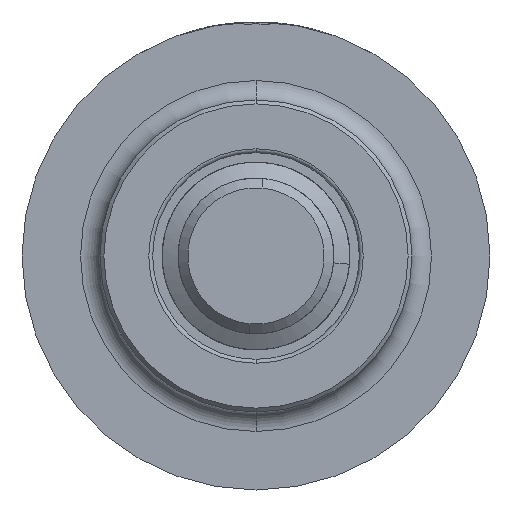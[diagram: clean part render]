
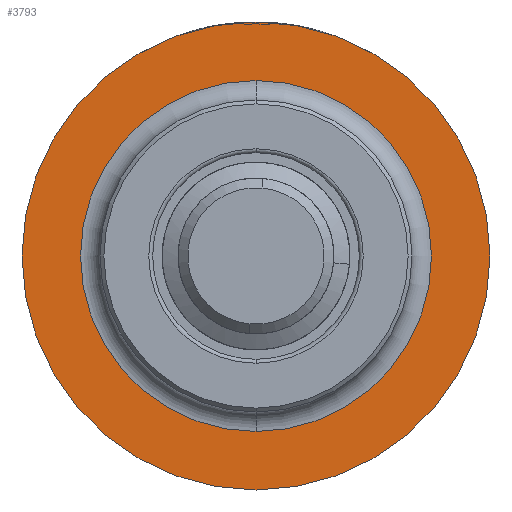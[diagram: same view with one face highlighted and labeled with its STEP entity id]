
A CAD part, front view. The second image highlights one B-rep face of the part: STEP entity #3793.
In plain terms, the highlighted planar face has unit normal (0, -1, 0).
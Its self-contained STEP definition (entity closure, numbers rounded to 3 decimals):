
#37 = CIRCLE ( 'NONE', #1944, 12. ) ;
#228 = CARTESIAN_POINT ( 'NONE',  ( 0., 9.42, -9. ) ) ;
#777 = DIRECTION ( 'NONE',  ( 0., -1., 0. ) ) ;
#877 = CARTESIAN_POINT ( 'NONE',  ( 0., 9.42, -12. ) ) ;
#1326 = CARTESIAN_POINT ( 'NONE',  ( 9., 9.42, 0. ) ) ;
#1350 = DIRECTION ( 'NONE',  ( 0., -1., 0. ) ) ;
#1438 = DIRECTION ( 'NONE',  ( 0., 0., -1. ) ) ;
#1456 = EDGE_CURVE ( 'NONE', #5786, #6752, #5872, .T. ) ;
#1497 = CIRCLE ( 'NONE', #3146, 12. ) ;
#1683 = CARTESIAN_POINT ( 'NONE',  ( 0., 9.42, 0. ) ) ;
#1908 = PLANE ( 'NONE',  #2441 ) ;
#1944 = AXIS2_PLACEMENT_3D ( 'NONE', #1683, #7800, #4799 ) ;
#2441 = AXIS2_PLACEMENT_3D ( 'NONE', #1326, #1350, #6854 ) ;
#2493 = CARTESIAN_POINT ( 'NONE',  ( 0., 9.42, 0. ) ) ;
#2504 = EDGE_LOOP ( 'NONE', ( #6408, #5575 ) ) ;
#2516 = DIRECTION ( 'NONE',  ( 0., -1., 0. ) ) ;
#2526 = DIRECTION ( 'NONE',  ( 0., 0., -1. ) ) ;
#2578 = ORIENTED_EDGE ( 'NONE', *, *, #1456, .F. ) ;
#2859 = EDGE_LOOP ( 'NONE', ( #3536, #2578 ) ) ;
#2884 = VERTEX_POINT ( 'NONE', #877 ) ;
#3130 = EDGE_CURVE ( 'NONE', #2884, #4801, #37, .T. ) ;
#3146 = AXIS2_PLACEMENT_3D ( 'NONE', #2493, #6241, #2526 ) ;
#3336 = CARTESIAN_POINT ( 'NONE',  ( 0., 9.42, 9. ) ) ;
#3536 = ORIENTED_EDGE ( 'NONE', *, *, #4820, .F. ) ;
#3793 = ADVANCED_FACE ( 'NONE', ( #7201, #5562 ), #1908, .T. ) ;
#3811 = AXIS2_PLACEMENT_3D ( 'NONE', #4486, #777, #1438 ) ;
#4143 = EDGE_CURVE ( 'NONE', #4801, #2884, #1497, .T. ) ;
#4412 = DIRECTION ( 'NONE',  ( 0., 0., -1. ) ) ;
#4486 = CARTESIAN_POINT ( 'NONE',  ( 0., 9.42, 0. ) ) ;
#4799 = DIRECTION ( 'NONE',  ( 0., 0., -1. ) ) ;
#4801 = VERTEX_POINT ( 'NONE', #7301 ) ;
#4820 = EDGE_CURVE ( 'NONE', #6752, #5786, #5986, .T. ) ;
#5562 = FACE_BOUND ( 'NONE', #2859, .T. ) ;
#5575 = ORIENTED_EDGE ( 'NONE', *, *, #4143, .T. ) ;
#5747 = AXIS2_PLACEMENT_3D ( 'NONE', #6235, #2516, #4412 ) ;
#5786 = VERTEX_POINT ( 'NONE', #3336 ) ;
#5872 = CIRCLE ( 'NONE', #3811, 9. ) ;
#5986 = CIRCLE ( 'NONE', #5747, 9. ) ;
#6235 = CARTESIAN_POINT ( 'NONE',  ( 0., 9.42, 0. ) ) ;
#6241 = DIRECTION ( 'NONE',  ( 0., -1., 0. ) ) ;
#6408 = ORIENTED_EDGE ( 'NONE', *, *, #3130, .T. ) ;
#6752 = VERTEX_POINT ( 'NONE', #228 ) ;
#6854 = DIRECTION ( 'NONE',  ( 0., 0., -1. ) ) ;
#7201 = FACE_OUTER_BOUND ( 'NONE', #2504, .T. ) ;
#7301 = CARTESIAN_POINT ( 'NONE',  ( 0., 9.42, 12. ) ) ;
#7800 = DIRECTION ( 'NONE',  ( 0., -1., 0. ) ) ;
